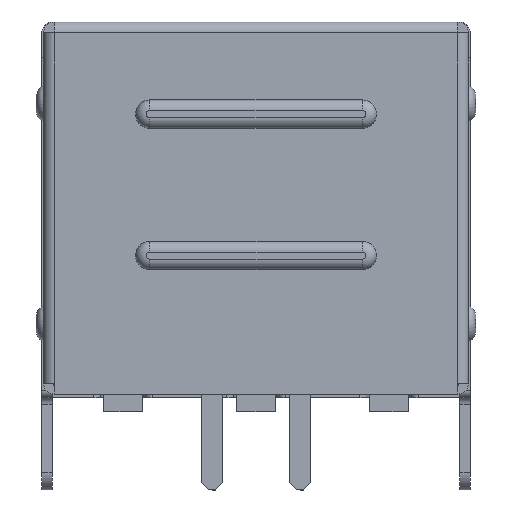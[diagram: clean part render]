
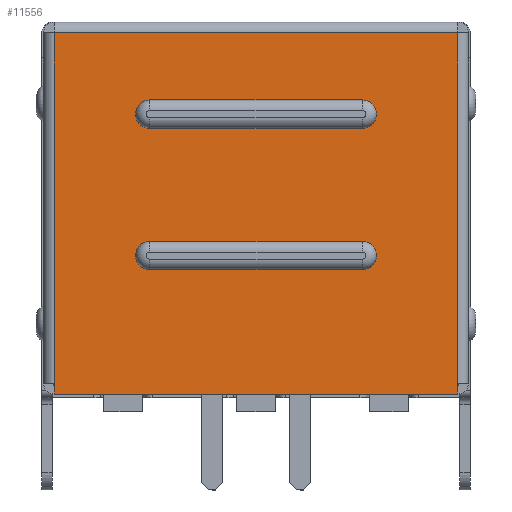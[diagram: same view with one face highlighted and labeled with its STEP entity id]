
A CAD part, front view. The second image highlights one B-rep face of the part: STEP entity #11556.
In plain terms, the highlighted planar face has unit normal (0, -1, 0).
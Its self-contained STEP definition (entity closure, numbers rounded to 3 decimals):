
#461=CIRCLE('',#13184,0.4);
#462=CIRCLE('',#13185,0.4);
#463=CIRCLE('',#13186,0.4);
#464=CIRCLE('',#13187,0.4);
#3417=ORIENTED_EDGE('',*,*,#5317,.F.);
#3418=ORIENTED_EDGE('',*,*,#5318,.F.);
#3419=ORIENTED_EDGE('',*,*,#5319,.F.);
#3420=ORIENTED_EDGE('',*,*,#5320,.F.);
#3421=ORIENTED_EDGE('',*,*,#5321,.F.);
#3422=ORIENTED_EDGE('',*,*,#5322,.F.);
#3423=ORIENTED_EDGE('',*,*,#5323,.F.);
#3424=ORIENTED_EDGE('',*,*,#5324,.F.);
#3425=ORIENTED_EDGE('',*,*,#5325,.T.);
#3426=ORIENTED_EDGE('',*,*,#5279,.T.);
#3427=ORIENTED_EDGE('',*,*,#5326,.T.);
#3428=ORIENTED_EDGE('',*,*,#5327,.T.);
#3429=ORIENTED_EDGE('',*,*,#5328,.T.);
#3430=ORIENTED_EDGE('',*,*,#5304,.T.);
#5279=EDGE_CURVE('',#6416,#6433,#7755,.T.);
#5304=EDGE_CURVE('',#6449,#6452,#7774,.T.);
#5317=EDGE_CURVE('',#6461,#6462,#461,.T.);
#5318=EDGE_CURVE('',#6463,#6461,#7783,.T.);
#5319=EDGE_CURVE('',#6464,#6463,#462,.T.);
#5320=EDGE_CURVE('',#6462,#6464,#7784,.T.);
#5321=EDGE_CURVE('',#6465,#6466,#463,.T.);
#5322=EDGE_CURVE('',#6467,#6465,#7785,.T.);
#5323=EDGE_CURVE('',#6468,#6467,#464,.T.);
#5324=EDGE_CURVE('',#6466,#6468,#7786,.T.);
#5325=EDGE_CURVE('',#6452,#6416,#7787,.T.);
#5326=EDGE_CURVE('',#6433,#6412,#7788,.T.);
#5327=EDGE_CURVE('',#6412,#6380,#7789,.T.);
#5328=EDGE_CURVE('',#6380,#6449,#7790,.T.);
#6380=VERTEX_POINT('',#19382);
#6412=VERTEX_POINT('',#19455);
#6416=VERTEX_POINT('',#19464);
#6433=VERTEX_POINT('',#19504);
#6449=VERTEX_POINT('',#19547);
#6452=VERTEX_POINT('',#19552);
#6461=VERTEX_POINT('',#19577);
#6462=VERTEX_POINT('',#19578);
#6463=VERTEX_POINT('',#19580);
#6464=VERTEX_POINT('',#19582);
#6465=VERTEX_POINT('',#19585);
#6466=VERTEX_POINT('',#19586);
#6467=VERTEX_POINT('',#19588);
#6468=VERTEX_POINT('',#19590);
#7755=LINE('',#19503,#9101);
#7774=LINE('',#19553,#9120);
#7783=LINE('',#19579,#9129);
#7784=LINE('',#19583,#9130);
#7785=LINE('',#19587,#9131);
#7786=LINE('',#19591,#9132);
#7787=LINE('',#19592,#9133);
#7788=LINE('',#19593,#9134);
#7789=LINE('',#19594,#9135);
#7790=LINE('',#19595,#9136);
#9101=VECTOR('',#16082,1000.);
#9120=VECTOR('',#16123,1000.);
#9129=VECTOR('',#16146,1000.);
#9130=VECTOR('',#16149,1000.);
#9131=VECTOR('',#16152,1000.);
#9132=VECTOR('',#16155,1000.);
#9133=VECTOR('',#16156,1000.);
#9134=VECTOR('',#16157,1000.);
#9135=VECTOR('',#16158,1000.);
#9136=VECTOR('',#16159,1000.);
#9785=EDGE_LOOP('',(#3417,#3418,#3419,#3420));
#9786=EDGE_LOOP('',(#3421,#3422,#3423,#3424));
#9787=EDGE_LOOP('',(#3425,#3426,#3427,#3428,#3429,#3430));
#10455=FACE_BOUND('',#9785,.T.);
#10456=FACE_BOUND('',#9786,.T.);
#10457=FACE_BOUND('',#9787,.T.);
#10976=PLANE('',#13183);
#11556=ADVANCED_FACE('',(#10455,#10456,#10457),#10976,.T.);
#13183=AXIS2_PLACEMENT_3D('',#19575,#16142,#16143);
#13184=AXIS2_PLACEMENT_3D('',#19576,#16144,#16145);
#13185=AXIS2_PLACEMENT_3D('',#19581,#16147,#16148);
#13186=AXIS2_PLACEMENT_3D('',#19584,#16150,#16151);
#13187=AXIS2_PLACEMENT_3D('',#19589,#16153,#16154);
#16082=DIRECTION('',(0.,0.,1.));
#16123=DIRECTION('',(1.,0.,0.));
#16142=DIRECTION('',(0.,-1.,0.));
#16143=DIRECTION('',(0.,0.,-1.));
#16144=DIRECTION('',(0.,-1.,0.));
#16145=DIRECTION('',(0.,0.,-1.));
#16146=DIRECTION('',(-1.,0.,0.));
#16147=DIRECTION('',(0.,-1.,0.));
#16148=DIRECTION('',(0.,0.,-1.));
#16149=DIRECTION('',(1.,0.,0.));
#16150=DIRECTION('',(0.,-1.,0.));
#16151=DIRECTION('',(0.,0.,-1.));
#16152=DIRECTION('',(-1.,0.,0.));
#16153=DIRECTION('',(0.,-1.,0.));
#16154=DIRECTION('',(0.,0.,-1.));
#16155=DIRECTION('',(1.,0.,0.));
#16156=DIRECTION('',(0.,0.,1.));
#16157=DIRECTION('',(-1.,0.,0.));
#16158=DIRECTION('',(0.,0.,-1.));
#16159=DIRECTION('',(0.,0.,-1.));
#19382=CARTESIAN_POINT('',(-5.69,0.,-4.785));
#19455=CARTESIAN_POINT('',(-5.69,0.,5.095));
#19464=CARTESIAN_POINT('',(5.69,0.,-4.785));
#19503=CARTESIAN_POINT('',(5.69,0.,-5.095));
#19504=CARTESIAN_POINT('',(5.69,0.,5.095));
#19547=CARTESIAN_POINT('',(-5.69,0.,-5.095));
#19552=CARTESIAN_POINT('',(5.69,0.,-5.095));
#19553=CARTESIAN_POINT('',(-5.69,0.,-5.095));
#19575=CARTESIAN_POINT('',(0.,0.,0.));
#19576=CARTESIAN_POINT('',(-3.,0.,-1.185));
#19577=CARTESIAN_POINT('',(-3.,0.,-0.785));
#19578=CARTESIAN_POINT('',(-3.,0.,-1.585));
#19579=CARTESIAN_POINT('',(0.,0.,-0.785));
#19580=CARTESIAN_POINT('',(3.,0.,-0.785));
#19581=CARTESIAN_POINT('',(3.,0.,-1.185));
#19582=CARTESIAN_POINT('',(3.,0.,-1.585));
#19583=CARTESIAN_POINT('',(0.,0.,-1.585));
#19584=CARTESIAN_POINT('',(-3.,0.,2.805));
#19585=CARTESIAN_POINT('',(-3.,0.,3.205));
#19586=CARTESIAN_POINT('',(-3.,0.,2.405));
#19587=CARTESIAN_POINT('',(0.,0.,3.205));
#19588=CARTESIAN_POINT('',(3.,0.,3.205));
#19589=CARTESIAN_POINT('',(3.,0.,2.805));
#19590=CARTESIAN_POINT('',(3.,0.,2.405));
#19591=CARTESIAN_POINT('',(0.,0.,2.405));
#19592=CARTESIAN_POINT('',(5.69,0.,-5.095));
#19593=CARTESIAN_POINT('',(5.69,0.,5.095));
#19594=CARTESIAN_POINT('',(-5.69,0.,5.095));
#19595=CARTESIAN_POINT('',(-5.69,0.,5.095));
